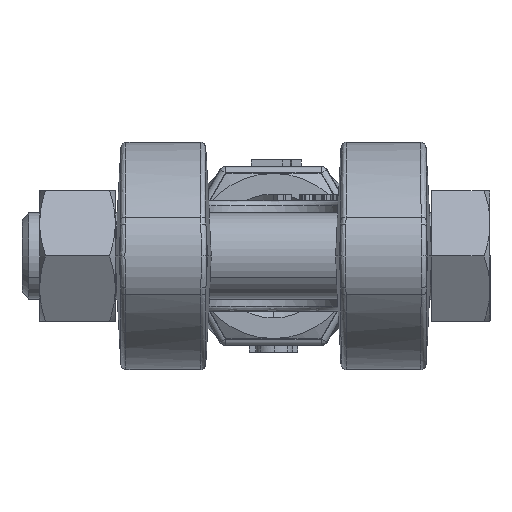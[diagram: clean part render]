
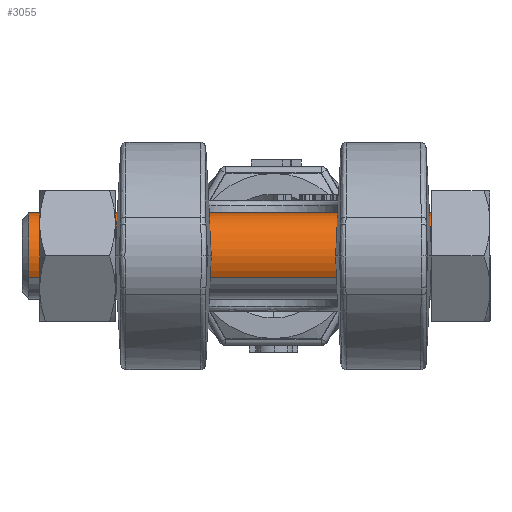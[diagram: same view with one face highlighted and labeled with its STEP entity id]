
A CAD part, left-side view. The second image highlights one B-rep face of the part: STEP entity #3055.
In plain terms, the highlighted cylindrical face has radius 6.25 mm (diameter 12.5 mm), a partial arc.
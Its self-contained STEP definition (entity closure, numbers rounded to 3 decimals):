
#3055=ADVANCED_FACE('NONE',(#6158),#6159,.T.);
#6158=FACE_OUTER_BOUND('',#20807,.T.);
#6159=CYLINDRICAL_SURFACE('',#20808,6.25);
#20807=EDGE_LOOP('',(#28377,#28378,#28379,#28380));
#20808=AXIS2_PLACEMENT_3D('',#28381,#28382,#28383);
#28377=ORIENTED_EDGE('',*,*,#32389,.F.);
#28378=ORIENTED_EDGE('',*,*,#32387,.T.);
#28379=ORIENTED_EDGE('',*,*,#32390,.F.);
#28380=ORIENTED_EDGE('',*,*,#32391,.T.);
#28381=CARTESIAN_POINT('',(-216.5,36.53,0.));
#28382=DIRECTION('',(-0.0,1.0,0.0));
#28383=DIRECTION('',(0.866,0.0,0.5));
#32387=EDGE_CURVE('NONE',#37344,#37348,#37350,.T.);
#32389=EDGE_CURVE('',#37344,#37352,#37353,.T.);
#32390=EDGE_CURVE('',#37354,#37348,#37355,.T.);
#32391=EDGE_CURVE('NONE',#37354,#37352,#37356,.T.);
#37344=VERTEX_POINT('NONE',#54183);
#37348=VERTEX_POINT('',#54188);
#37350=CIRCLE('',#54191,6.25);
#37352=VERTEX_POINT('NONE',#54193);
#37353=LINE('',#54194,#54195);
#37354=VERTEX_POINT('',#54196);
#37355=LINE('',#54197,#54198);
#37356=CIRCLE('',#54199,6.25);
#54183=CARTESIAN_POINT('',(-211.087,35.53,3.125));
#54188=CARTESIAN_POINT('',(-221.913,35.53,-3.125));
#54191=AXIS2_PLACEMENT_3D('',#57452,#57453,#57454);
#54193=CARTESIAN_POINT('',(-211.087,-22.97,3.125));
#54194=CARTESIAN_POINT('',(-211.087,6.28,3.125));
#54195=VECTOR('',#57455,1.0);
#54196=CARTESIAN_POINT('',(-221.913,-22.97,-3.125));
#54197=CARTESIAN_POINT('',(-221.913,6.28,-3.125));
#54198=VECTOR('',#57456,1.0);
#54199=AXIS2_PLACEMENT_3D('',#57457,#57458,#57459);
#57452=CARTESIAN_POINT('',(-216.5,35.53,0.));
#57453=DIRECTION('',(0.0,-1.0,0.0));
#57454=DIRECTION('',(0.866,0.0,0.5));
#57455=DIRECTION('',(-0.0,-1.0,-0.0));
#57456=DIRECTION('',(0.0,1.0,0.0));
#57457=CARTESIAN_POINT('',(-216.5,-22.97,0.));
#57458=DIRECTION('',(-0.0,1.0,0.0));
#57459=DIRECTION('',(0.866,0.0,0.5));
